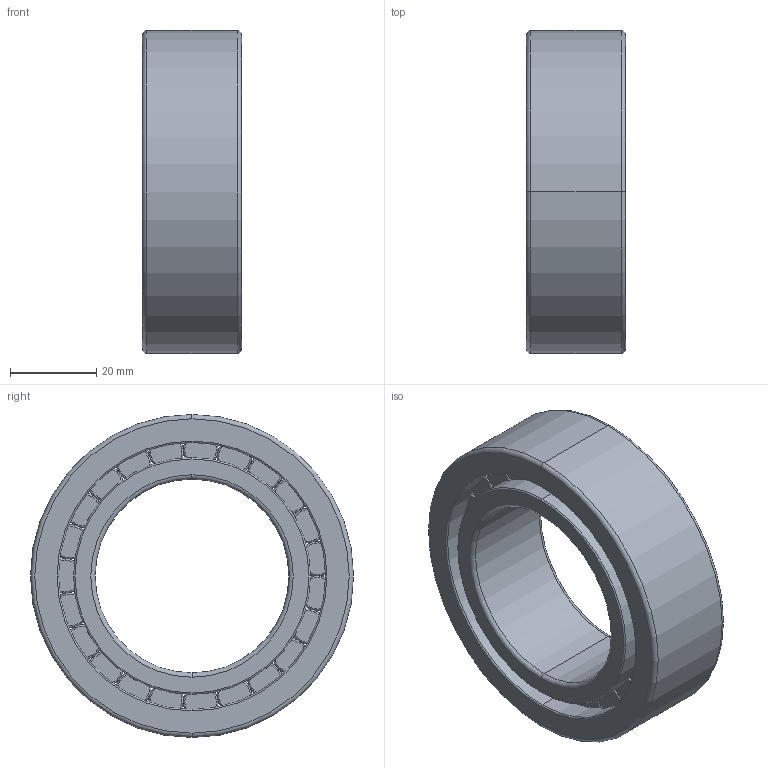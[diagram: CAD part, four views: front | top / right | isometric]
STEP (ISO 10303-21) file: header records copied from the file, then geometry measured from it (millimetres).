
FILE_DESCRIPTION (( 'STEP AP203' ), '1' );
FILE_NAME ('NCF_3009_CV.STEP', '2025-06-06T09:44:59', ( '' ), ( '' ), 'SwSTEP 2.0', 'SolidWorks 2024', '' );
FILE_SCHEMA (( 'CONFIG_CONTROL_DESIGN' ));
Length unit declared in the file: millimetre
Products named in the file (4): NCF_3009_CV_PART3; NCF_3009_CV_PART2; NCF_3009_CV_PART1; NCF_3009_CV
Assembly tree (25 placements, depth 2):
  NCF_3009_CV
    NCF_3009_CV_PART1
    NCF_3009_CV_PART2
    NCF_3009_CV_PART3  x23
Bounding box: 23 x 75 x 75 mm (x, y, z)
Volume: 50435.8 mm3; surface area: 30696 mm2
Topology: 25 solids, 25 shells, 227 faces, 408 edges, 234 vertices
Faces by surface type: torus 158, plane 53, cylinder 14, cone 2
Entity records: 2456 total; most frequent: DIRECTION 342, CARTESIAN_POINT 237, ORIENTED_EDGE 200, AXIS2_PLACEMENT_3D 163, EDGE_CURVE 100, CIRCLE 84, LOCAL_TIME 70, DATE_AND_TIME 70
